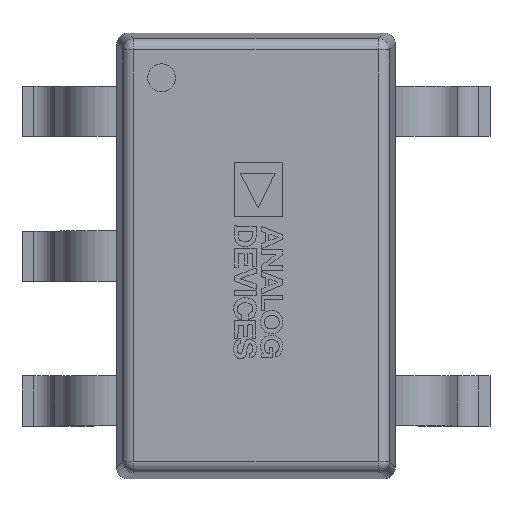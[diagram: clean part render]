
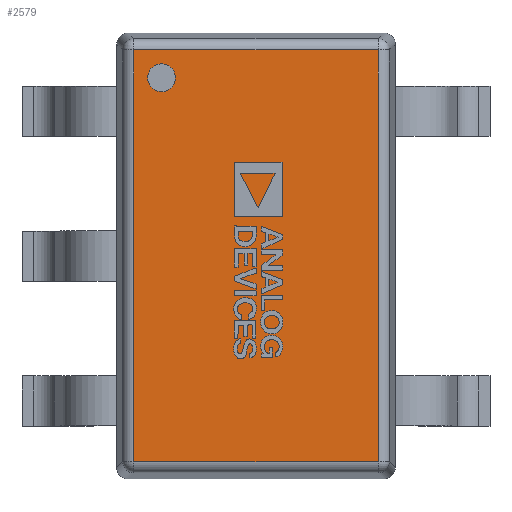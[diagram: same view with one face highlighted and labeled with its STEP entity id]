
A CAD part, top view. The second image highlights one B-rep face of the part: STEP entity #2579.
In plain terms, the highlighted planar face has unit normal (0, 0, 1).
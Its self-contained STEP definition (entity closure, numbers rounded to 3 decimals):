
#134 = CARTESIAN_POINT ( 'NONE',  ( -0.424, 0.799, 0.5 ) ) ;
#183 = ORIENTED_EDGE ( 'NONE', *, *, #3231, .T. ) ;
#335 = AXIS2_PLACEMENT_3D ( 'NONE', #8598, #7858, #7297 ) ;
#739 = PLANE ( 'NONE',  #8123 ) ;
#878 = VERTEX_POINT ( 'NONE', #2216 ) ;
#885 = FACE_BOUND ( 'NONE', #8532, .T. ) ;
#1303 = VERTEX_POINT ( 'NONE', #7992 ) ;
#1438 = EDGE_CURVE ( 'NONE', #878, #7782, #7034, .T. ) ;
#1582 = CARTESIAN_POINT ( 'NONE',  ( 0.549, 0.924, 0.5 ) ) ;
#1602 = ORIENTED_EDGE ( 'NONE', *, *, #1438, .T. ) ;
#1656 = DIRECTION ( 'NONE',  ( 0., 0., 1. ) ) ;
#1752 = LINE ( 'NONE', #5480, #8645 ) ;
#2154 = VERTEX_POINT ( 'NONE', #8688 ) ;
#2179 = VECTOR ( 'NONE', #9202, 1000. ) ;
#2216 = CARTESIAN_POINT ( 'NONE',  ( -0.549, 0.924, 0.5 ) ) ;
#2579 = ADVANCED_FACE ( 'NONE', ( #885, #8175 ), #739, .T. ) ;
#2643 = DIRECTION ( 'NONE',  ( 0., 1., 0. ) ) ;
#2758 = ORIENTED_EDGE ( 'NONE', *, *, #6733, .T. ) ;
#3231 = EDGE_CURVE ( 'NONE', #7782, #2154, #6455, .T. ) ;
#3386 = CARTESIAN_POINT ( 'NONE',  ( -0.549, -0.924, 0.5 ) ) ;
#3588 = CIRCLE ( 'NONE', #335, 0.063 ) ;
#3707 = EDGE_CURVE ( 'NONE', #4064, #1303, #3588, .T. ) ;
#3928 = CARTESIAN_POINT ( 'NONE',  ( -0.549, -0.97, 0.5 ) ) ;
#3959 = DIRECTION ( 'NONE',  ( -1., 0., 0. ) ) ;
#4064 = VERTEX_POINT ( 'NONE', #8820 ) ;
#4302 = ORIENTED_EDGE ( 'NONE', *, *, #6509, .T. ) ;
#4502 = DIRECTION ( 'NONE',  ( 1., 0., 0. ) ) ;
#4832 = EDGE_LOOP ( 'NONE', ( #4302, #1602, #183, #2758 ) ) ;
#5480 = CARTESIAN_POINT ( 'NONE',  ( -0.595, 0.924, 0.5 ) ) ;
#5667 = DIRECTION ( 'NONE',  ( 1., 0., 0. ) ) ;
#6074 = DIRECTION ( 'NONE',  ( 0., 0., 1. ) ) ;
#6399 = CARTESIAN_POINT ( 'NONE',  ( 0.595, -0.924, 0.5 ) ) ;
#6455 = LINE ( 'NONE', #6399, #7328 ) ;
#6509 = EDGE_CURVE ( 'NONE', #9253, #878, #1752, .T. ) ;
#6537 = EDGE_CURVE ( 'NONE', #1303, #4064, #9594, .T. ) ;
#6605 = CARTESIAN_POINT ( 'NONE',  ( 0., 0., 0.5 ) ) ;
#6733 = EDGE_CURVE ( 'NONE', #2154, #9253, #8784, .T. ) ;
#6757 = AXIS2_PLACEMENT_3D ( 'NONE', #134, #1656, #9186 ) ;
#7022 = ORIENTED_EDGE ( 'NONE', *, *, #6537, .F. ) ;
#7034 = LINE ( 'NONE', #3928, #2179 ) ;
#7297 = DIRECTION ( 'NONE',  ( 1., 0., 0. ) ) ;
#7328 = VECTOR ( 'NONE', #5667, 1000. ) ;
#7782 = VERTEX_POINT ( 'NONE', #3386 ) ;
#7858 = DIRECTION ( 'NONE',  ( 0., 0., 1. ) ) ;
#7992 = CARTESIAN_POINT ( 'NONE',  ( -0.486, 0.799, 0.5 ) ) ;
#8123 = AXIS2_PLACEMENT_3D ( 'NONE', #6605, #6074, #4502 ) ;
#8175 = FACE_OUTER_BOUND ( 'NONE', #4832, .T. ) ;
#8532 = EDGE_LOOP ( 'NONE', ( #9680, #7022 ) ) ;
#8598 = CARTESIAN_POINT ( 'NONE',  ( -0.424, 0.799, 0.5 ) ) ;
#8645 = VECTOR ( 'NONE', #3959, 1000. ) ;
#8688 = CARTESIAN_POINT ( 'NONE',  ( 0.549, -0.924, 0.5 ) ) ;
#8784 = LINE ( 'NONE', #9325, #9120 ) ;
#8820 = CARTESIAN_POINT ( 'NONE',  ( -0.361, 0.799, 0.5 ) ) ;
#9120 = VECTOR ( 'NONE', #2643, 1000. ) ;
#9186 = DIRECTION ( 'NONE',  ( 1., 0., 0. ) ) ;
#9202 = DIRECTION ( 'NONE',  ( 0., -1., 0. ) ) ;
#9253 = VERTEX_POINT ( 'NONE', #1582 ) ;
#9325 = CARTESIAN_POINT ( 'NONE',  ( 0.549, 0.97, 0.5 ) ) ;
#9594 = CIRCLE ( 'NONE', #6757, 0.063 ) ;
#9680 = ORIENTED_EDGE ( 'NONE', *, *, #3707, .F. ) ;
